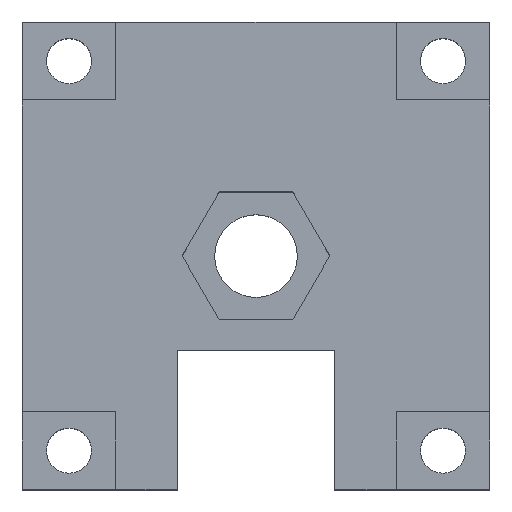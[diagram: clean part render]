
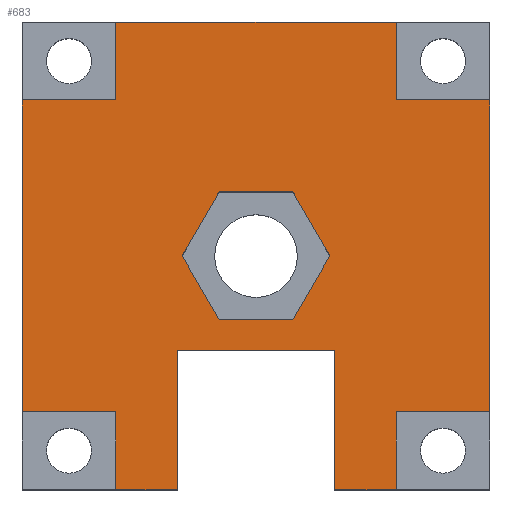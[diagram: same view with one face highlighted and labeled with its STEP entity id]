
A CAD part, top view. The second image highlights one B-rep face of the part: STEP entity #683.
In plain terms, the highlighted planar face has unit normal (0, 0, 1).
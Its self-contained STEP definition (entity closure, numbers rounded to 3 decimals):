
#33=FACE_BOUND('',#104,.T.);
#68=FACE_OUTER_BOUND('',#103,.T.);
#103=EDGE_LOOP('',(#516,#517,#518,#519,#520,#521,#522,#523,#524,#525,#526,
#527,#528,#529,#530,#531));
#104=EDGE_LOOP('',(#532,#533,#534,#535,#536,#537));
#132=LINE('',#946,#215);
#136=LINE('',#954,#219);
#139=LINE('',#960,#222);
#142=LINE('',#966,#225);
#145=LINE('',#972,#228);
#148=LINE('',#977,#231);
#152=LINE('',#989,#235);
#156=LINE('',#996,#239);
#159=LINE('',#1004,#242);
#163=LINE('',#1011,#246);
#166=LINE('',#1019,#249);
#170=LINE('',#1026,#253);
#173=LINE('',#1034,#256);
#177=LINE('',#1041,#260);
#178=LINE('',#1044,#261);
#179=LINE('',#1045,#262);
#180=LINE('',#1046,#263);
#181=LINE('',#1047,#264);
#182=LINE('',#1049,#265);
#183=LINE('',#1051,#266);
#184=LINE('',#1053,#267);
#185=LINE('',#1054,#268);
#215=VECTOR('',#773,10.);
#219=VECTOR('',#779,10.);
#222=VECTOR('',#784,10.);
#225=VECTOR('',#789,10.);
#228=VECTOR('',#794,10.);
#231=VECTOR('',#799,10.);
#235=VECTOR('',#809,10.);
#239=VECTOR('',#815,10.);
#242=VECTOR('',#820,10.);
#246=VECTOR('',#826,10.);
#249=VECTOR('',#831,10.);
#253=VECTOR('',#837,10.);
#256=VECTOR('',#842,10.);
#260=VECTOR('',#848,10.);
#261=VECTOR('',#851,10.);
#262=VECTOR('',#852,10.);
#263=VECTOR('',#853,10.);
#264=VECTOR('',#854,10.);
#265=VECTOR('',#855,10.);
#266=VECTOR('',#856,10.);
#267=VECTOR('',#857,10.);
#268=VECTOR('',#858,10.);
#298=VERTEX_POINT('',#944);
#299=VERTEX_POINT('',#945);
#302=VERTEX_POINT('',#953);
#304=VERTEX_POINT('',#959);
#306=VERTEX_POINT('',#965);
#308=VERTEX_POINT('',#971);
#313=VERTEX_POINT('',#986);
#314=VERTEX_POINT('',#988);
#316=VERTEX_POINT('',#994);
#319=VERTEX_POINT('',#1001);
#320=VERTEX_POINT('',#1003);
#322=VERTEX_POINT('',#1009);
#325=VERTEX_POINT('',#1016);
#326=VERTEX_POINT('',#1018);
#328=VERTEX_POINT('',#1024);
#331=VERTEX_POINT('',#1031);
#332=VERTEX_POINT('',#1033);
#334=VERTEX_POINT('',#1039);
#335=VERTEX_POINT('',#1043);
#336=VERTEX_POINT('',#1048);
#337=VERTEX_POINT('',#1050);
#338=VERTEX_POINT('',#1052);
#360=EDGE_CURVE('',#298,#299,#132,.T.);
#364=EDGE_CURVE('',#302,#298,#136,.T.);
#367=EDGE_CURVE('',#304,#302,#139,.T.);
#370=EDGE_CURVE('',#306,#304,#142,.T.);
#373=EDGE_CURVE('',#308,#306,#145,.T.);
#376=EDGE_CURVE('',#299,#308,#148,.T.);
#381=EDGE_CURVE('',#313,#314,#152,.T.);
#385=EDGE_CURVE('',#316,#313,#156,.T.);
#388=EDGE_CURVE('',#319,#320,#159,.T.);
#392=EDGE_CURVE('',#322,#319,#163,.T.);
#395=EDGE_CURVE('',#325,#326,#166,.T.);
#399=EDGE_CURVE('',#328,#325,#170,.T.);
#402=EDGE_CURVE('',#331,#332,#173,.T.);
#406=EDGE_CURVE('',#334,#331,#177,.T.);
#407=EDGE_CURVE('',#314,#335,#178,.T.);
#408=EDGE_CURVE('',#320,#316,#179,.T.);
#409=EDGE_CURVE('',#326,#322,#180,.T.);
#410=EDGE_CURVE('',#332,#328,#181,.T.);
#411=EDGE_CURVE('',#336,#334,#182,.T.);
#412=EDGE_CURVE('',#337,#336,#183,.T.);
#413=EDGE_CURVE('',#338,#337,#184,.T.);
#414=EDGE_CURVE('',#335,#338,#185,.T.);
#516=ORIENTED_EDGE('',*,*,#407,.F.);
#517=ORIENTED_EDGE('',*,*,#381,.F.);
#518=ORIENTED_EDGE('',*,*,#385,.F.);
#519=ORIENTED_EDGE('',*,*,#408,.F.);
#520=ORIENTED_EDGE('',*,*,#388,.F.);
#521=ORIENTED_EDGE('',*,*,#392,.F.);
#522=ORIENTED_EDGE('',*,*,#409,.F.);
#523=ORIENTED_EDGE('',*,*,#395,.F.);
#524=ORIENTED_EDGE('',*,*,#399,.F.);
#525=ORIENTED_EDGE('',*,*,#410,.F.);
#526=ORIENTED_EDGE('',*,*,#402,.F.);
#527=ORIENTED_EDGE('',*,*,#406,.F.);
#528=ORIENTED_EDGE('',*,*,#411,.F.);
#529=ORIENTED_EDGE('',*,*,#412,.F.);
#530=ORIENTED_EDGE('',*,*,#413,.F.);
#531=ORIENTED_EDGE('',*,*,#414,.F.);
#532=ORIENTED_EDGE('',*,*,#360,.T.);
#533=ORIENTED_EDGE('',*,*,#376,.T.);
#534=ORIENTED_EDGE('',*,*,#373,.T.);
#535=ORIENTED_EDGE('',*,*,#370,.T.);
#536=ORIENTED_EDGE('',*,*,#367,.T.);
#537=ORIENTED_EDGE('',*,*,#364,.T.);
#654=PLANE('',#741);
#683=ADVANCED_FACE('',(#68,#33),#654,.T.);
#741=AXIS2_PLACEMENT_3D('',#1042,#849,#850);
#773=DIRECTION('',(-0.5,0.866,0.));
#779=DIRECTION('',(-1.,0.,0.));
#784=DIRECTION('',(-0.5,-0.866,0.));
#789=DIRECTION('',(0.5,-0.866,0.));
#794=DIRECTION('',(1.,0.,0.));
#799=DIRECTION('',(0.5,0.866,0.));
#809=DIRECTION('',(0.,-1.,0.));
#815=DIRECTION('',(-1.,0.,0.));
#820=DIRECTION('',(1.,0.,0.));
#826=DIRECTION('',(0.,-1.,0.));
#831=DIRECTION('',(0.,1.,0.));
#837=DIRECTION('',(1.,0.,0.));
#842=DIRECTION('',(-1.,0.,0.));
#848=DIRECTION('',(0.,1.,0.));
#849=DIRECTION('center_axis',(0.,0.,1.));
#850=DIRECTION('ref_axis',(1.,0.,0.));
#851=DIRECTION('',(-1.,0.,0.));
#852=DIRECTION('',(0.,-1.,0.));
#853=DIRECTION('',(1.,0.,0.));
#854=DIRECTION('',(0.,1.,0.));
#855=DIRECTION('',(-1.,0.,0.));
#856=DIRECTION('',(0.,-1.,0.));
#857=DIRECTION('',(-1.,0.,0.));
#858=DIRECTION('',(0.,1.,0.));
#944=CARTESIAN_POINT('',(-2.367,-4.1,13.));
#945=CARTESIAN_POINT('',(-4.734,0.,13.));
#946=CARTESIAN_POINT('',(-2.959,-3.075,13.));
#953=CARTESIAN_POINT('',(2.367,-4.1,13.));
#954=CARTESIAN_POINT('',(1.184,-4.1,13.));
#959=CARTESIAN_POINT('',(4.734,0.,13.));
#960=CARTESIAN_POINT('',(4.142,-1.025,13.));
#965=CARTESIAN_POINT('',(2.367,4.1,13.));
#966=CARTESIAN_POINT('',(2.959,3.075,13.));
#971=CARTESIAN_POINT('',(-2.367,4.1,13.));
#972=CARTESIAN_POINT('',(-1.184,4.1,13.));
#977=CARTESIAN_POINT('',(-4.142,1.025,13.));
#986=CARTESIAN_POINT('',(9.,-10.,13.));
#988=CARTESIAN_POINT('',(9.,-15.,13.));
#989=CARTESIAN_POINT('',(9.,-15.,13.));
#994=CARTESIAN_POINT('',(15.,-10.,13.));
#996=CARTESIAN_POINT('',(9.,-10.,13.));
#1001=CARTESIAN_POINT('',(9.,10.,13.));
#1003=CARTESIAN_POINT('',(15.,10.,13.));
#1004=CARTESIAN_POINT('',(15.,10.,13.));
#1009=CARTESIAN_POINT('',(9.,15.,13.));
#1011=CARTESIAN_POINT('',(9.,10.,13.));
#1016=CARTESIAN_POINT('',(-9.,10.,13.));
#1018=CARTESIAN_POINT('',(-9.,15.,13.));
#1019=CARTESIAN_POINT('',(-9.,15.,13.));
#1024=CARTESIAN_POINT('',(-15.,10.,13.));
#1026=CARTESIAN_POINT('',(-9.,10.,13.));
#1031=CARTESIAN_POINT('',(-9.,-10.,13.));
#1033=CARTESIAN_POINT('',(-15.,-10.,13.));
#1034=CARTESIAN_POINT('',(-15.,-10.,13.));
#1039=CARTESIAN_POINT('',(-9.,-15.,13.));
#1041=CARTESIAN_POINT('',(-9.,-10.,13.));
#1042=CARTESIAN_POINT('Origin',(0.,0.,13.));
#1043=CARTESIAN_POINT('',(5.05,-15.,13.));
#1044=CARTESIAN_POINT('',(2.525,-15.,13.));
#1045=CARTESIAN_POINT('',(15.,-7.5,13.));
#1046=CARTESIAN_POINT('',(7.5,15.,13.));
#1047=CARTESIAN_POINT('',(-15.,7.5,13.));
#1048=CARTESIAN_POINT('',(-5.05,-15.,13.));
#1049=CARTESIAN_POINT('',(-7.5,-15.,13.));
#1050=CARTESIAN_POINT('',(-5.05,-6.05,13.));
#1051=CARTESIAN_POINT('',(-5.05,-7.5,13.));
#1052=CARTESIAN_POINT('',(5.05,-6.05,13.));
#1053=CARTESIAN_POINT('',(-2.525,-6.05,13.));
#1054=CARTESIAN_POINT('',(5.05,-3.025,13.));
